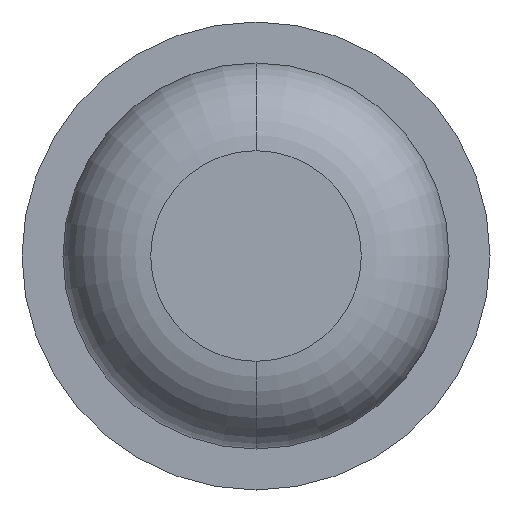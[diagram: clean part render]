
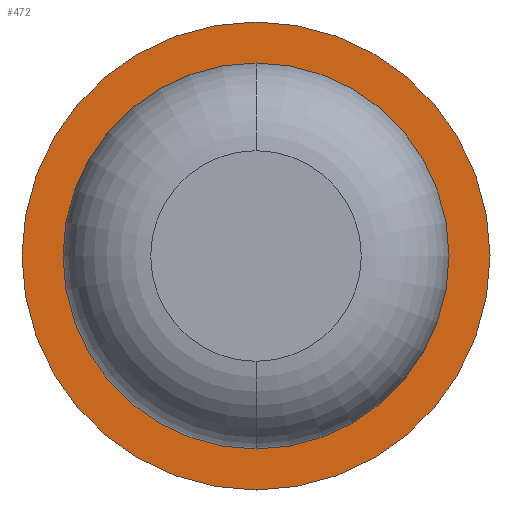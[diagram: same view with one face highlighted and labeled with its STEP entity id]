
A CAD part, front view. The second image highlights one B-rep face of the part: STEP entity #472.
In plain terms, the highlighted planar face has unit normal (0, -1, 0).
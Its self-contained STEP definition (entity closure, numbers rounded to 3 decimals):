
#128 = DIRECTION ( 'NONE',  ( 0., 1., 0. ) ) ;
#136 = CARTESIAN_POINT ( 'NONE',  ( -1., -2., 0. ) ) ;
#265 = CARTESIAN_POINT ( 'NONE',  ( 0.825, -2., 0. ) ) ;
#472 = ADVANCED_FACE ( 'Defeature ausgef�hrt1_2', ( #1054, #2943 ), #2699, .F. ) ;
#562 = CARTESIAN_POINT ( 'NONE',  ( 0., -2., -0.825 ) ) ;
#566 = EDGE_CURVE ( 'Defeature ausgef�hrt1_3+Defeature ausgef�hrt1_2+Defeature ausgef�hrt1_2+Defeature ausgef�hrt1_2', #2773, #3119, #4054, .T. ) ;
#714 = EDGE_LOOP ( 'NONE', ( #4228, #4317 ) ) ;
#749 = CARTESIAN_POINT ( 'NONE',  ( 0., -2., 0. ) ) ;
#944 = EDGE_CURVE ( 'Defeature ausgef�hrt1_3+Defeature ausgef�hrt1_2+Defeature ausgef�hrt1_2+Defeature ausgef�hrt1_2', #3119, #2773, #2566, .T. ) ;
#947 = CIRCLE ( 'NONE', #2722, 0.825 ) ;
#1049 = AXIS2_PLACEMENT_3D ( 'NONE', #265, #3319, #3021 ) ;
#1054 = FACE_OUTER_BOUND ( 'NONE', #1804, .T. ) ;
#1274 = ORIENTED_EDGE ( 'NONE', *, *, #944, .F. ) ;
#1562 = EDGE_CURVE ( 'Defeature ausgef�hrt1_2+Defeature ausgef�hrt1_5+Defeature ausgef�hrt1_5+Defeature ausgef�hrt1_5', #2875, #2501, #3870, .T. ) ;
#1804 = EDGE_LOOP ( 'NONE', ( #1903, #1274 ) ) ;
#1827 = CARTESIAN_POINT ( 'NONE',  ( 0., -2., 0. ) ) ;
#1903 = ORIENTED_EDGE ( 'NONE', *, *, #566, .F. ) ;
#1935 = CARTESIAN_POINT ( 'NONE',  ( 0., -2., 0. ) ) ;
#2107 = DIRECTION ( 'NONE',  ( 0., 1., 0. ) ) ;
#2501 = VERTEX_POINT ( 'NONE', #562 ) ;
#2517 = AXIS2_PLACEMENT_3D ( 'NONE', #1935, #3991, #3349 ) ;
#2519 = CARTESIAN_POINT ( 'NONE',  ( 0., -2., 0.825 ) ) ;
#2526 = DIRECTION ( 'NONE',  ( -1., 0., 0. ) ) ;
#2540 = AXIS2_PLACEMENT_3D ( 'NONE', #3302, #2973, #4339 ) ;
#2566 = CIRCLE ( 'NONE', #2702, 1. ) ;
#2699 = PLANE ( 'NONE',  #1049 ) ;
#2702 = AXIS2_PLACEMENT_3D ( 'NONE', #749, #2107, #3827 ) ;
#2722 = AXIS2_PLACEMENT_3D ( 'NONE', #1827, #128, #2526 ) ;
#2773 = VERTEX_POINT ( 'NONE', #136 ) ;
#2875 = VERTEX_POINT ( 'NONE', #2519 ) ;
#2943 = FACE_BOUND ( 'NONE', #714, .T. ) ;
#2973 = DIRECTION ( 'NONE',  ( 0., 1., 0. ) ) ;
#3021 = DIRECTION ( 'NONE',  ( -1., 0., 0. ) ) ;
#3119 = VERTEX_POINT ( 'NONE', #4183 ) ;
#3302 = CARTESIAN_POINT ( 'NONE',  ( 0., -2., 0. ) ) ;
#3319 = DIRECTION ( 'NONE',  ( 0., 1., 0. ) ) ;
#3349 = DIRECTION ( 'NONE',  ( -1., 0., 0. ) ) ;
#3827 = DIRECTION ( 'NONE',  ( -1., 0., 0. ) ) ;
#3870 = CIRCLE ( 'NONE', #2540, 0.825 ) ;
#3991 = DIRECTION ( 'NONE',  ( 0., 1., 0. ) ) ;
#4054 = CIRCLE ( 'NONE', #2517, 1. ) ;
#4082 = EDGE_CURVE ( 'Defeature ausgef�hrt1_2+Defeature ausgef�hrt1_5+Defeature ausgef�hrt1_5+Defeature ausgef�hrt1_5', #2501, #2875, #947, .T. ) ;
#4183 = CARTESIAN_POINT ( 'NONE',  ( 1., -2., 0. ) ) ;
#4228 = ORIENTED_EDGE ( 'NONE', *, *, #1562, .T. ) ;
#4317 = ORIENTED_EDGE ( 'NONE', *, *, #4082, .T. ) ;
#4339 = DIRECTION ( 'NONE',  ( -1., 0., 0. ) ) ;
